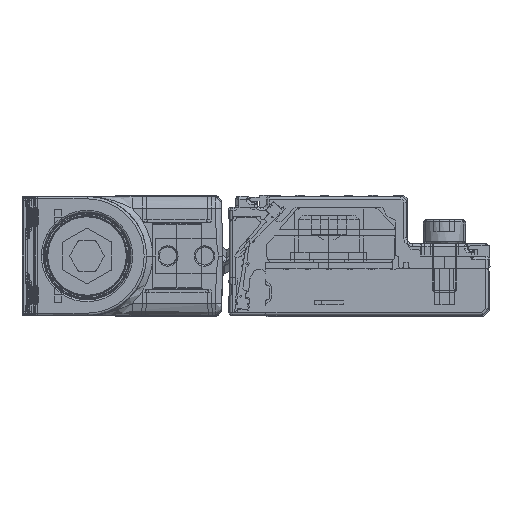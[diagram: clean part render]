
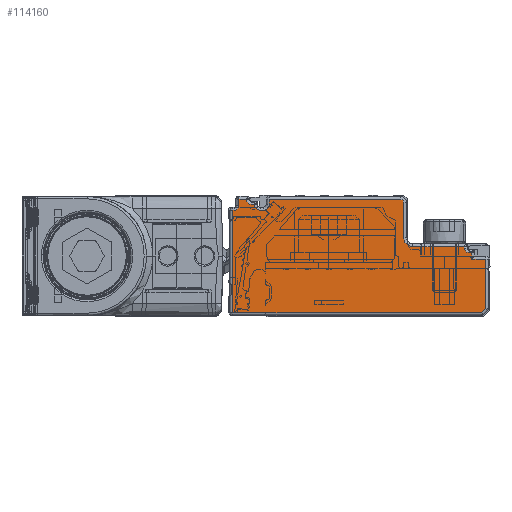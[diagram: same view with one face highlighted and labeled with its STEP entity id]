
A CAD part, left-side view. The second image highlights one B-rep face of the part: STEP entity #114160.
In plain terms, the highlighted planar face has unit normal (-1, 0, 0).
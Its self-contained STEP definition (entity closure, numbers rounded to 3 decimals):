
#113967=AXIS2_PLACEMENT_3D('Circle Axis2P3D',#113965,#113966,$) ;
#113980=AXIS2_PLACEMENT_3D('Plane Axis2P3D',#113977,#113978,#113979) ;
#114000=AXIS2_PLACEMENT_3D('Circle Axis2P3D',#113998,#113999,$) ;
#114019=AXIS2_PLACEMENT_3D('Circle Axis2P3D',#114017,#114018,$) ;
#114040=AXIS2_PLACEMENT_3D('Circle Axis2P3D',#114038,#114039,$) ;
#114054=AXIS2_PLACEMENT_3D('Circle Axis2P3D',#114052,#114053,$) ;
#114068=AXIS2_PLACEMENT_3D('Circle Axis2P3D',#114066,#114067,$) ;
#114089=AXIS2_PLACEMENT_3D('Circle Axis2P3D',#114087,#114088,$) ;
#113613=CARTESIAN_POINT('Vertex',(-2778.,4.2,3.5)) ;
#113620=CARTESIAN_POINT('Vertex',(-2778.,12.7,3.5)) ;
#113623=CARTESIAN_POINT('Line Origine',(-2778.,21.5,3.5)) ;
#113962=CARTESIAN_POINT('Vertex',(-2778.,14.2,5.)) ;
#113965=CARTESIAN_POINT('Axis2P3D Location',(-2778.,12.7,5.)) ;
#113977=CARTESIAN_POINT('Axis2P3D Location',(-2778.,0.2,-7.8)) ;
#113982=CARTESIAN_POINT('Line Origine',(-2778.,3.,2.)) ;
#113986=CARTESIAN_POINT('Vertex',(-2778.,3.,1.5)) ;
#113988=CARTESIAN_POINT('Vertex',(-2778.,3.,2.5)) ;
#113991=CARTESIAN_POINT('Line Origine',(-2778.,3.2,2.5)) ;
#113995=CARTESIAN_POINT('Vertex',(-2778.,3.4,2.5)) ;
#113998=CARTESIAN_POINT('Axis2P3D Location',(-2778.,3.4,3.3)) ;
#114002=CARTESIAN_POINT('Vertex',(-2778.,4.2,3.3)) ;
#114005=CARTESIAN_POINT('Line Origine',(-2778.,4.2,3.4)) ;
#114010=CARTESIAN_POINT('Line Origine',(-2778.,14.2,7.9)) ;
#114014=CARTESIAN_POINT('Vertex',(-2778.,14.2,10.8)) ;
#114017=CARTESIAN_POINT('Axis2P3D Location',(-2778.,14.7,10.8)) ;
#114021=CARTESIAN_POINT('Vertex',(-2778.,14.7,11.3)) ;
#114024=CARTESIAN_POINT('Line Origine',(-2778.,25.5,11.3)) ;
#114028=CARTESIAN_POINT('Vertex',(-2778.,36.3,11.3)) ;
#114031=CARTESIAN_POINT('Line Origine',(-2778.,36.3,10.9)) ;
#114035=CARTESIAN_POINT('Vertex',(-2778.,36.3,10.5)) ;
#114038=CARTESIAN_POINT('Axis2P3D Location',(-2778.,37.3,10.5)) ;
#114042=CARTESIAN_POINT('Vertex',(-2778.,37.3,9.5)) ;
#114045=CARTESIAN_POINT('Line Origine',(-2778.,37.55,9.5)) ;
#114049=CARTESIAN_POINT('Vertex',(-2778.,37.8,9.5)) ;
#114052=CARTESIAN_POINT('Axis2P3D Location',(-2778.,37.8,10.5)) ;
#114056=CARTESIAN_POINT('Vertex',(-2778.,38.8,10.5)) ;
#114059=CARTESIAN_POINT('Line Origine',(-2778.,39.05,10.5)) ;
#114063=CARTESIAN_POINT('Vertex',(-2778.,39.3,10.5)) ;
#114066=CARTESIAN_POINT('Axis2P3D Location',(-2778.,39.3,11.3)) ;
#114070=CARTESIAN_POINT('Vertex',(-2778.,40.1,11.3)) ;
#114073=CARTESIAN_POINT('Line Origine',(-2778.,40.7,11.3)) ;
#114077=CARTESIAN_POINT('Vertex',(-2778.,41.3,11.3)) ;
#114080=CARTESIAN_POINT('Line Origine',(-2778.,41.3,10.8)) ;
#114084=CARTESIAN_POINT('Vertex',(-2778.,41.3,10.3)) ;
#114087=CARTESIAN_POINT('Axis2P3D Location',(-2778.,42.1,10.3)) ;
#114091=CARTESIAN_POINT('Vertex',(-2778.,42.1,9.5)) ;
#114094=CARTESIAN_POINT('Line Origine',(-2778.,42.2,9.5)) ;
#114098=CARTESIAN_POINT('Vertex',(-2778.,42.3,9.5)) ;
#114101=CARTESIAN_POINT('Line Origine',(-2778.,42.3,1.1)) ;
#114105=CARTESIAN_POINT('Vertex',(-2778.,42.3,-7.3)) ;
#114108=CARTESIAN_POINT('Line Origine',(-2778.,21.854,-7.3)) ;
#114112=CARTESIAN_POINT('Vertex',(-2778.,1.407,-7.3)) ;
#114115=CARTESIAN_POINT('Line Origine',(-2778.,1.054,-6.946)) ;
#114119=CARTESIAN_POINT('Vertex',(-2778.,0.7,-6.593)) ;
#114122=CARTESIAN_POINT('Line Origine',(-2778.,0.7,-2.546)) ;
#114126=CARTESIAN_POINT('Vertex',(-2778.,0.7,1.5)) ;
#114129=CARTESIAN_POINT('Line Origine',(-2778.,1.85,1.5)) ;
#113624=DIRECTION('Vector Direction',(0.,-1.,0.)) ;
#113966=DIRECTION('Axis2P3D Direction',(1.,0.,0.)) ;
#113978=DIRECTION('Axis2P3D Direction',(-1.,0.,0.)) ;
#113979=DIRECTION('Axis2P3D XDirection',(0.,0.,1.)) ;
#113983=DIRECTION('Vector Direction',(0.,0.,1.)) ;
#113992=DIRECTION('Vector Direction',(0.,1.,0.)) ;
#113999=DIRECTION('Axis2P3D Direction',(-1.,0.,0.)) ;
#114006=DIRECTION('Vector Direction',(0.,0.,-1.)) ;
#114011=DIRECTION('Vector Direction',(0.,0.,1.)) ;
#114018=DIRECTION('Axis2P3D Direction',(-1.,0.,0.)) ;
#114025=DIRECTION('Vector Direction',(0.,1.,0.)) ;
#114032=DIRECTION('Vector Direction',(0.,0.,-1.)) ;
#114039=DIRECTION('Axis2P3D Direction',(-1.,0.,0.)) ;
#114046=DIRECTION('Vector Direction',(0.,1.,0.)) ;
#114053=DIRECTION('Axis2P3D Direction',(-1.,0.,0.)) ;
#114060=DIRECTION('Vector Direction',(0.,-1.,0.)) ;
#114067=DIRECTION('Axis2P3D Direction',(-1.,0.,0.)) ;
#114074=DIRECTION('Vector Direction',(0.,1.,0.)) ;
#114081=DIRECTION('Vector Direction',(0.,0.,-1.)) ;
#114088=DIRECTION('Axis2P3D Direction',(-1.,0.,0.)) ;
#114095=DIRECTION('Vector Direction',(0.,1.,0.)) ;
#114102=DIRECTION('Vector Direction',(0.,0.,-1.)) ;
#114109=DIRECTION('Vector Direction',(0.,-1.,0.)) ;
#114116=DIRECTION('Vector Direction',(0.,-0.707,0.707)) ;
#114123=DIRECTION('Vector Direction',(0.,0.,1.)) ;
#114130=DIRECTION('Vector Direction',(0.,1.,0.)) ;
#113625=VECTOR('Line Direction',#113624,1.) ;
#113984=VECTOR('Line Direction',#113983,1.) ;
#113993=VECTOR('Line Direction',#113992,1.) ;
#114007=VECTOR('Line Direction',#114006,1.) ;
#114012=VECTOR('Line Direction',#114011,1.) ;
#114026=VECTOR('Line Direction',#114025,1.) ;
#114033=VECTOR('Line Direction',#114032,1.) ;
#114047=VECTOR('Line Direction',#114046,1.) ;
#114061=VECTOR('Line Direction',#114060,1.) ;
#114075=VECTOR('Line Direction',#114074,1.) ;
#114082=VECTOR('Line Direction',#114081,1.) ;
#114096=VECTOR('Line Direction',#114095,1.) ;
#114103=VECTOR('Line Direction',#114102,1.) ;
#114110=VECTOR('Line Direction',#114109,1.) ;
#114117=VECTOR('Line Direction',#114116,1.) ;
#114124=VECTOR('Line Direction',#114123,1.) ;
#114131=VECTOR('Line Direction',#114130,1.) ;
#114135=ORIENTED_EDGE('',*,*,#113990,.T.) ;
#114136=ORIENTED_EDGE('',*,*,#113997,.T.) ;
#114137=ORIENTED_EDGE('',*,*,#114004,.T.) ;
#114138=ORIENTED_EDGE('',*,*,#114009,.T.) ;
#114139=ORIENTED_EDGE('',*,*,#113627,.T.) ;
#114140=ORIENTED_EDGE('',*,*,#113969,.T.) ;
#114141=ORIENTED_EDGE('',*,*,#114016,.T.) ;
#114142=ORIENTED_EDGE('',*,*,#114023,.T.) ;
#114143=ORIENTED_EDGE('',*,*,#114030,.T.) ;
#114144=ORIENTED_EDGE('',*,*,#114037,.T.) ;
#114145=ORIENTED_EDGE('',*,*,#114044,.T.) ;
#114146=ORIENTED_EDGE('',*,*,#114051,.T.) ;
#114147=ORIENTED_EDGE('',*,*,#114058,.T.) ;
#114148=ORIENTED_EDGE('',*,*,#114065,.T.) ;
#114149=ORIENTED_EDGE('',*,*,#114072,.T.) ;
#114150=ORIENTED_EDGE('',*,*,#114079,.T.) ;
#114151=ORIENTED_EDGE('',*,*,#114086,.T.) ;
#114152=ORIENTED_EDGE('',*,*,#114093,.T.) ;
#114153=ORIENTED_EDGE('',*,*,#114100,.T.) ;
#114154=ORIENTED_EDGE('',*,*,#114107,.T.) ;
#114155=ORIENTED_EDGE('',*,*,#114114,.T.) ;
#114156=ORIENTED_EDGE('',*,*,#114121,.T.) ;
#114157=ORIENTED_EDGE('',*,*,#114128,.T.) ;
#114158=ORIENTED_EDGE('',*,*,#114133,.T.) ;
#114160=ADVANCED_FACE('\X2\FF8AFF9FFF70FF82\X0\ \X2\FF8EFF9EFF83FF9EFF68FF70\X0\',(#114159),#113981,.T.) ;
#113968=CIRCLE('generated circle',#113967,1.5) ;
#114001=CIRCLE('generated circle',#114000,0.8) ;
#114020=CIRCLE('generated circle',#114019,0.5) ;
#114041=CIRCLE('generated circle',#114040,1.) ;
#114055=CIRCLE('generated circle',#114054,1.) ;
#114069=CIRCLE('generated circle',#114068,0.8) ;
#114090=CIRCLE('generated circle',#114089,0.8) ;
#113627=EDGE_CURVE('',#113614,#113621,#113626,.F.) ;
#113969=EDGE_CURVE('',#113621,#113963,#113968,.T.) ;
#113990=EDGE_CURVE('',#113987,#113989,#113985,.T.) ;
#113997=EDGE_CURVE('',#113989,#113996,#113994,.T.) ;
#114004=EDGE_CURVE('',#113996,#114003,#114001,.F.) ;
#114009=EDGE_CURVE('',#114003,#113614,#114008,.F.) ;
#114016=EDGE_CURVE('',#113963,#114015,#114013,.T.) ;
#114023=EDGE_CURVE('',#114015,#114022,#114020,.T.) ;
#114030=EDGE_CURVE('',#114022,#114029,#114027,.T.) ;
#114037=EDGE_CURVE('',#114029,#114036,#114034,.T.) ;
#114044=EDGE_CURVE('',#114036,#114043,#114041,.F.) ;
#114051=EDGE_CURVE('',#114043,#114050,#114048,.T.) ;
#114058=EDGE_CURVE('',#114050,#114057,#114055,.F.) ;
#114065=EDGE_CURVE('',#114057,#114064,#114062,.F.) ;
#114072=EDGE_CURVE('',#114064,#114071,#114069,.F.) ;
#114079=EDGE_CURVE('',#114071,#114078,#114076,.T.) ;
#114086=EDGE_CURVE('',#114078,#114085,#114083,.T.) ;
#114093=EDGE_CURVE('',#114085,#114092,#114090,.F.) ;
#114100=EDGE_CURVE('',#114092,#114099,#114097,.T.) ;
#114107=EDGE_CURVE('',#114099,#114106,#114104,.T.) ;
#114114=EDGE_CURVE('',#114106,#114113,#114111,.T.) ;
#114121=EDGE_CURVE('',#114113,#114120,#114118,.T.) ;
#114128=EDGE_CURVE('',#114120,#114127,#114125,.T.) ;
#114133=EDGE_CURVE('',#114127,#113987,#114132,.T.) ;
#114134=EDGE_LOOP('',(#114135,#114136,#114137,#114138,#114139,#114140,#114141,#114142,#114143,#114144,#114145,#114146,#114147,#114148,#114149,#114150,#114151,#114152,#114153,#114154,#114155,#114156,#114157,#114158)) ;
#114159=FACE_OUTER_BOUND('',#114134,.T.) ;
#113626=LINE('Line',#113623,#113625) ;
#113985=LINE('Line',#113982,#113984) ;
#113994=LINE('Line',#113991,#113993) ;
#114008=LINE('Line',#114005,#114007) ;
#114013=LINE('Line',#114010,#114012) ;
#114027=LINE('Line',#114024,#114026) ;
#114034=LINE('Line',#114031,#114033) ;
#114048=LINE('Line',#114045,#114047) ;
#114062=LINE('Line',#114059,#114061) ;
#114076=LINE('Line',#114073,#114075) ;
#114083=LINE('Line',#114080,#114082) ;
#114097=LINE('Line',#114094,#114096) ;
#114104=LINE('Line',#114101,#114103) ;
#114111=LINE('Line',#114108,#114110) ;
#114118=LINE('Line',#114115,#114117) ;
#114125=LINE('Line',#114122,#114124) ;
#114132=LINE('Line',#114129,#114131) ;
#113981=PLANE('',#113980) ;
#113614=VERTEX_POINT('',#113613) ;
#113621=VERTEX_POINT('',#113620) ;
#113963=VERTEX_POINT('',#113962) ;
#113987=VERTEX_POINT('',#113986) ;
#113989=VERTEX_POINT('',#113988) ;
#113996=VERTEX_POINT('',#113995) ;
#114003=VERTEX_POINT('',#114002) ;
#114015=VERTEX_POINT('',#114014) ;
#114022=VERTEX_POINT('',#114021) ;
#114029=VERTEX_POINT('',#114028) ;
#114036=VERTEX_POINT('',#114035) ;
#114043=VERTEX_POINT('',#114042) ;
#114050=VERTEX_POINT('',#114049) ;
#114057=VERTEX_POINT('',#114056) ;
#114064=VERTEX_POINT('',#114063) ;
#114071=VERTEX_POINT('',#114070) ;
#114078=VERTEX_POINT('',#114077) ;
#114085=VERTEX_POINT('',#114084) ;
#114092=VERTEX_POINT('',#114091) ;
#114099=VERTEX_POINT('',#114098) ;
#114106=VERTEX_POINT('',#114105) ;
#114113=VERTEX_POINT('',#114112) ;
#114120=VERTEX_POINT('',#114119) ;
#114127=VERTEX_POINT('',#114126) ;
